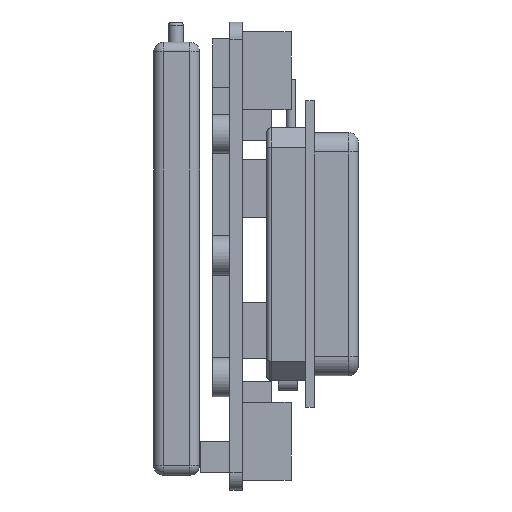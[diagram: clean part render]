
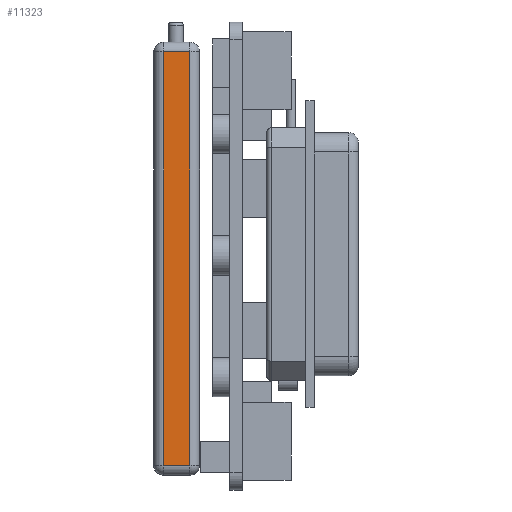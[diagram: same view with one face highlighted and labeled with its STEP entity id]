
A CAD part, left-side view. The second image highlights one B-rep face of the part: STEP entity #11323.
In plain terms, the highlighted planar face has unit normal (-1, 0, 0).
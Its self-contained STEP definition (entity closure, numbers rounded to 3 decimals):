
#10314 = CYLINDRICAL_SURFACE('',#10315,1.);
#10315 = AXIS2_PLACEMENT_3D('',#10316,#10317,#10318);
#10316 = CARTESIAN_POINT('',(-50.794,7.812,
    45.032));
#10317 = DIRECTION('',(0.,-1.,0.));
#10318 = DIRECTION('',(0.,0.,1.));
#10724 = VERTEX_POINT('',#10725);
#10725 = CARTESIAN_POINT('',(-51.794,6.812,
    45.032));
#10747 = EDGE_CURVE('',#10724,#10748,#10750,.T.);
#10748 = VERTEX_POINT('',#10749);
#10749 = CARTESIAN_POINT('',(-51.794,4.112,
    45.032));
#10750 = SURFACE_CURVE('',#10751,(#10755,#10762),.PCURVE_S1.);
#10751 = LINE('',#10752,#10753);
#10752 = CARTESIAN_POINT('',(-51.794,7.812,
    45.032));
#10753 = VECTOR('',#10754,1.);
#10754 = DIRECTION('',(0.,-1.,0.));
#10755 = PCURVE('',#10314,#10756);
#10756 = DEFINITIONAL_REPRESENTATION('',(#10757),#10761);
#10757 = LINE('',#10758,#10759);
#10758 = CARTESIAN_POINT('',(1.571,0.));
#10759 = VECTOR('',#10760,1.);
#10760 = DIRECTION('',(0.,1.));
#10761 = ( GEOMETRIC_REPRESENTATION_CONTEXT(2) 
PARAMETRIC_REPRESENTATION_CONTEXT() REPRESENTATION_CONTEXT('2D SPACE',''
  ) );
#10762 = PCURVE('',#10763,#10768);
#10763 = PLANE('',#10764);
#10764 = AXIS2_PLACEMENT_3D('',#10765,#10766,#10767);
#10765 = CARTESIAN_POINT('',(-51.794,7.812,
    1.532));
#10766 = DIRECTION('',(-1.,0.,0.));
#10767 = DIRECTION('',(0.,0.,1.));
#10768 = DEFINITIONAL_REPRESENTATION('',(#10769),#10773);
#10769 = LINE('',#10770,#10771);
#10770 = CARTESIAN_POINT('',(43.5,0.));
#10771 = VECTOR('',#10772,1.);
#10772 = DIRECTION('',(0.,-1.));
#10773 = ( GEOMETRIC_REPRESENTATION_CONTEXT(2) 
PARAMETRIC_REPRESENTATION_CONTEXT() REPRESENTATION_CONTEXT('2D SPACE',''
  ) );
#11171 = CYLINDRICAL_SURFACE('',#11172,1.);
#11172 = AXIS2_PLACEMENT_3D('',#11173,#11174,#11175);
#11173 = CARTESIAN_POINT('',(-50.794,6.812,
    1.532));
#11174 = DIRECTION('',(0.,0.,1.));
#11175 = DIRECTION('',(0.,1.,0.));
#11257 = CYLINDRICAL_SURFACE('',#11258,1.);
#11258 = AXIS2_PLACEMENT_3D('',#11259,#11260,#11261);
#11259 = CARTESIAN_POINT('',(-50.794,4.112,
    1.532));
#11260 = DIRECTION('',(0.,0.,1.));
#11261 = DIRECTION('',(-1.,0.,0.));
#11323 = ADVANCED_FACE('',(#11324),#10763,.T.);
#11324 = FACE_BOUND('',#11325,.T.);
#11325 = EDGE_LOOP('',(#11326,#11327,#11350,#11378));
#11326 = ORIENTED_EDGE('',*,*,#10747,.F.);
#11327 = ORIENTED_EDGE('',*,*,#11328,.F.);
#11328 = EDGE_CURVE('',#11329,#10724,#11331,.T.);
#11329 = VERTEX_POINT('',#11330);
#11330 = CARTESIAN_POINT('',(-51.794,6.812,
    2.532));
#11331 = SURFACE_CURVE('',#11332,(#11336,#11343),.PCURVE_S1.);
#11332 = LINE('',#11333,#11334);
#11333 = CARTESIAN_POINT('',(-51.794,6.812,
    1.532));
#11334 = VECTOR('',#11335,1.);
#11335 = DIRECTION('',(0.,0.,1.));
#11336 = PCURVE('',#10763,#11337);
#11337 = DEFINITIONAL_REPRESENTATION('',(#11338),#11342);
#11338 = LINE('',#11339,#11340);
#11339 = CARTESIAN_POINT('',(0.,-1.));
#11340 = VECTOR('',#11341,1.);
#11341 = DIRECTION('',(1.,0.));
#11342 = ( GEOMETRIC_REPRESENTATION_CONTEXT(2) 
PARAMETRIC_REPRESENTATION_CONTEXT() REPRESENTATION_CONTEXT('2D SPACE',''
  ) );
#11343 = PCURVE('',#11171,#11344);
#11344 = DEFINITIONAL_REPRESENTATION('',(#11345),#11349);
#11345 = LINE('',#11346,#11347);
#11346 = CARTESIAN_POINT('',(1.571,0.));
#11347 = VECTOR('',#11348,1.);
#11348 = DIRECTION('',(0.,1.));
#11349 = ( GEOMETRIC_REPRESENTATION_CONTEXT(2) 
PARAMETRIC_REPRESENTATION_CONTEXT() REPRESENTATION_CONTEXT('2D SPACE',''
  ) );
#11350 = ORIENTED_EDGE('',*,*,#11351,.T.);
#11351 = EDGE_CURVE('',#11329,#11352,#11354,.T.);
#11352 = VERTEX_POINT('',#11353);
#11353 = CARTESIAN_POINT('',(-51.794,4.112,
    2.532));
#11354 = SURFACE_CURVE('',#11355,(#11359,#11366),.PCURVE_S1.);
#11355 = LINE('',#11356,#11357);
#11356 = CARTESIAN_POINT('',(-51.794,7.812,
    2.532));
#11357 = VECTOR('',#11358,1.);
#11358 = DIRECTION('',(0.,-1.,0.));
#11359 = PCURVE('',#10763,#11360);
#11360 = DEFINITIONAL_REPRESENTATION('',(#11361),#11365);
#11361 = LINE('',#11362,#11363);
#11362 = CARTESIAN_POINT('',(1.,0.));
#11363 = VECTOR('',#11364,1.);
#11364 = DIRECTION('',(0.,-1.));
#11365 = ( GEOMETRIC_REPRESENTATION_CONTEXT(2) 
PARAMETRIC_REPRESENTATION_CONTEXT() REPRESENTATION_CONTEXT('2D SPACE',''
  ) );
#11366 = PCURVE('',#11367,#11372);
#11367 = CYLINDRICAL_SURFACE('',#11368,1.);
#11368 = AXIS2_PLACEMENT_3D('',#11369,#11370,#11371);
#11369 = CARTESIAN_POINT('',(-50.794,7.812,
    2.532));
#11370 = DIRECTION('',(0.,-1.,0.));
#11371 = DIRECTION('',(-1.,0.,0.));
#11372 = DEFINITIONAL_REPRESENTATION('',(#11373),#11377);
#11373 = LINE('',#11374,#11375);
#11374 = CARTESIAN_POINT('',(0.,0.));
#11375 = VECTOR('',#11376,1.);
#11376 = DIRECTION('',(0.,1.));
#11377 = ( GEOMETRIC_REPRESENTATION_CONTEXT(2) 
PARAMETRIC_REPRESENTATION_CONTEXT() REPRESENTATION_CONTEXT('2D SPACE',''
  ) );
#11378 = ORIENTED_EDGE('',*,*,#11379,.T.);
#11379 = EDGE_CURVE('',#11352,#10748,#11380,.T.);
#11380 = SURFACE_CURVE('',#11381,(#11385,#11392),.PCURVE_S1.);
#11381 = LINE('',#11382,#11383);
#11382 = CARTESIAN_POINT('',(-51.794,4.112,
    1.532));
#11383 = VECTOR('',#11384,1.);
#11384 = DIRECTION('',(0.,0.,1.));
#11385 = PCURVE('',#10763,#11386);
#11386 = DEFINITIONAL_REPRESENTATION('',(#11387),#11391);
#11387 = LINE('',#11388,#11389);
#11388 = CARTESIAN_POINT('',(0.,-3.7));
#11389 = VECTOR('',#11390,1.);
#11390 = DIRECTION('',(1.,0.));
#11391 = ( GEOMETRIC_REPRESENTATION_CONTEXT(2) 
PARAMETRIC_REPRESENTATION_CONTEXT() REPRESENTATION_CONTEXT('2D SPACE',''
  ) );
#11392 = PCURVE('',#11257,#11393);
#11393 = DEFINITIONAL_REPRESENTATION('',(#11394),#11398);
#11394 = LINE('',#11395,#11396);
#11395 = CARTESIAN_POINT('',(0.,0.));
#11396 = VECTOR('',#11397,1.);
#11397 = DIRECTION('',(0.,1.));
#11398 = ( GEOMETRIC_REPRESENTATION_CONTEXT(2) 
PARAMETRIC_REPRESENTATION_CONTEXT() REPRESENTATION_CONTEXT('2D SPACE',''
  ) );
